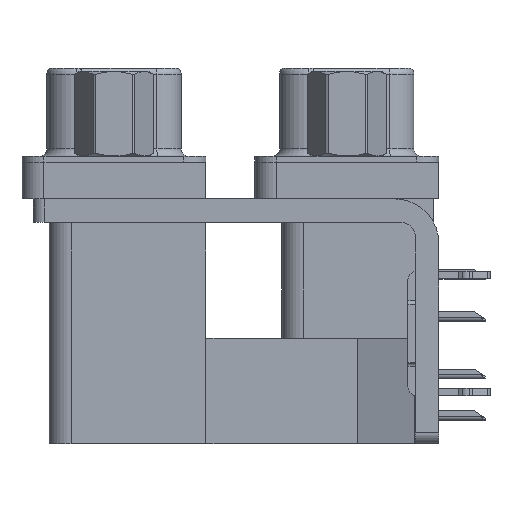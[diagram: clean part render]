
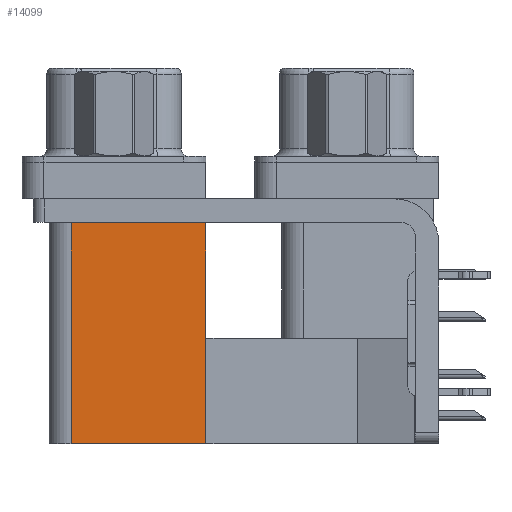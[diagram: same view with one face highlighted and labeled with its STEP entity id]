
A CAD part, left-side view. The second image highlights one B-rep face of the part: STEP entity #14099.
In plain terms, the highlighted planar face has unit normal (-1, 0, 0).
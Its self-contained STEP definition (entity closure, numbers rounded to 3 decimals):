
#39 = VERTEX_POINT ( 'NONE', #18234 ) ;
#595 = DIRECTION ( 'NONE',  ( 0., 1., 0. ) ) ;
#1085 = EDGE_CURVE ( 'NONE', #39, #5593, #32075, .T. ) ;
#2154 = EDGE_CURVE ( 'NONE', #18155, #3869, #5837, .T. ) ;
#3488 = DIRECTION ( 'NONE',  ( 0., 0., 1. ) ) ;
#3869 = VERTEX_POINT ( 'NONE', #25750 ) ;
#4873 = VECTOR ( 'NONE', #19146, 1000. ) ;
#5014 = CARTESIAN_POINT ( 'NONE',  ( 3.79, 9.6, -19.2 ) ) ;
#5593 = VERTEX_POINT ( 'NONE', #10974 ) ;
#5837 = LINE ( 'NONE', #9029, #7521 ) ;
#6896 = CARTESIAN_POINT ( 'NONE',  ( 3.79, 9.6, -19.2 ) ) ;
#7521 = VECTOR ( 'NONE', #3488, 1000. ) ;
#8148 = VECTOR ( 'NONE', #595, 1000. ) ;
#9029 = CARTESIAN_POINT ( 'NONE',  ( 3.79, 18.8, -19.2 ) ) ;
#9982 = DIRECTION ( 'NONE',  ( 0., 0., -1. ) ) ;
#10856 = ORIENTED_EDGE ( 'NONE', *, *, #13955, .F. ) ;
#10974 = CARTESIAN_POINT ( 'NONE',  ( 3.79, 9.6, -2.5 ) ) ;
#12896 = LINE ( 'NONE', #5014, #28969 ) ;
#13955 = EDGE_CURVE ( 'NONE', #39, #18155, #12896, .T. ) ;
#14099 = ADVANCED_FACE ( 'NONE', ( #29943 ), #22545, .F. ) ;
#15473 = CARTESIAN_POINT ( 'NONE',  ( 3.79, 18.8, -19.2 ) ) ;
#15804 = EDGE_CURVE ( 'NONE', #5593, #3869, #20142, .T. ) ;
#15997 = ORIENTED_EDGE ( 'NONE', *, *, #2154, .F. ) ;
#16804 = EDGE_LOOP ( 'NONE', ( #23009, #15997, #10856, #33112 ) ) ;
#17363 = DIRECTION ( 'NONE',  ( 1., 0., 0. ) ) ;
#17632 = CARTESIAN_POINT ( 'NONE',  ( 3.79, 9.6, -2.5 ) ) ;
#18155 = VERTEX_POINT ( 'NONE', #15473 ) ;
#18234 = CARTESIAN_POINT ( 'NONE',  ( 3.79, 9.6, -19.2 ) ) ;
#19146 = DIRECTION ( 'NONE',  ( 0., 0., 1. ) ) ;
#20142 = LINE ( 'NONE', #17632, #8148 ) ;
#20903 = AXIS2_PLACEMENT_3D ( 'NONE', #30284, #17363, #9982 ) ;
#22545 = PLANE ( 'NONE',  #20903 ) ;
#23009 = ORIENTED_EDGE ( 'NONE', *, *, #15804, .T. ) ;
#25750 = CARTESIAN_POINT ( 'NONE',  ( 3.79, 18.8, -2.5 ) ) ;
#28969 = VECTOR ( 'NONE', #33052, 1000. ) ;
#29943 = FACE_OUTER_BOUND ( 'NONE', #16804, .T. ) ;
#30284 = CARTESIAN_POINT ( 'NONE',  ( 3.79, 9.6, -19.2 ) ) ;
#32075 = LINE ( 'NONE', #6896, #4873 ) ;
#33052 = DIRECTION ( 'NONE',  ( 0., 1., 0. ) ) ;
#33112 = ORIENTED_EDGE ( 'NONE', *, *, #1085, .T. ) ;
